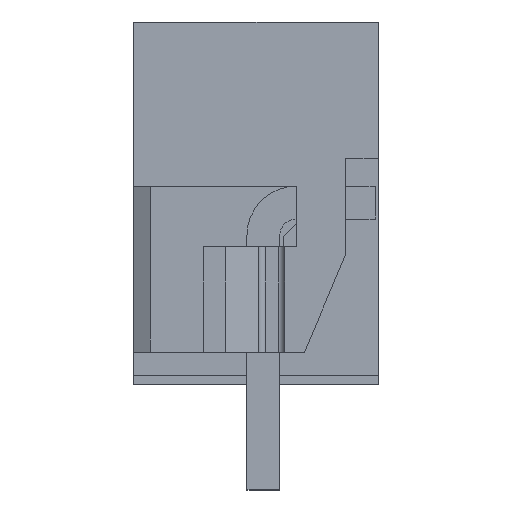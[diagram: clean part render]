
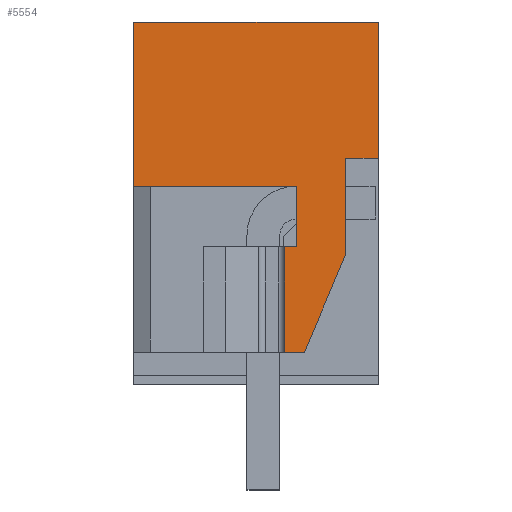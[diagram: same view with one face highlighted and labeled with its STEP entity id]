
A CAD part, left-side view. The second image highlights one B-rep face of the part: STEP entity #5554.
In plain terms, the highlighted planar face has unit normal (-1, 0, 0).
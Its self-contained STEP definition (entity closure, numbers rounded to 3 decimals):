
#5487=AXIS2_PLACEMENT_3D('Plane Axis2P3D',#5484,#5485,#5486) ;
#296=CARTESIAN_POINT('Vertex',(0.,7.45,9.25)) ;
#299=CARTESIAN_POINT('Line Origine',(0.,7.45,11.75)) ;
#303=CARTESIAN_POINT('Vertex',(0.,7.45,14.25)) ;
#5331=CARTESIAN_POINT('Vertex',(0.,2.25,4.2)) ;
#5334=CARTESIAN_POINT('Line Origine',(0.,2.55,4.2)) ;
#5338=CARTESIAN_POINT('Vertex',(0.,2.85,4.2)) ;
#5439=CARTESIAN_POINT('Line Origine',(0.,4.975,9.25)) ;
#5443=CARTESIAN_POINT('Vertex',(0.,2.5,9.25)) ;
#5484=CARTESIAN_POINT('Axis2P3D Location',(0.,7.45,1.8)) ;
#5489=CARTESIAN_POINT('Line Origine',(0.,2.85,5.8)) ;
#5493=CARTESIAN_POINT('Vertex',(0.,2.85,7.4)) ;
#5496=CARTESIAN_POINT('Line Origine',(0.,1.623,5.679)) ;
#5500=CARTESIAN_POINT('Vertex',(0.,0.997,7.158)) ;
#5503=CARTESIAN_POINT('Line Origine',(0.,0.997,8.629)) ;
#5507=CARTESIAN_POINT('Vertex',(0.,0.997,10.1)) ;
#5510=CARTESIAN_POINT('Line Origine',(0.,0.498,10.1)) ;
#5514=CARTESIAN_POINT('Vertex',(0.,0.,10.1)) ;
#5517=CARTESIAN_POINT('Line Origine',(0.,0.,12.175)) ;
#5521=CARTESIAN_POINT('Vertex',(0.,0.,14.25)) ;
#5524=CARTESIAN_POINT('Line Origine',(0.,3.725,14.25)) ;
#5529=CARTESIAN_POINT('Line Origine',(0.,2.5,8.325)) ;
#5533=CARTESIAN_POINT('Vertex',(0.,2.5,7.4)) ;
#5536=CARTESIAN_POINT('Line Origine',(0.,2.675,7.4)) ;
#300=DIRECTION('Vector Direction',(0.,0.,-1.)) ;
#5335=DIRECTION('Vector Direction',(0.,-1.,0.)) ;
#5440=DIRECTION('Vector Direction',(0.,1.,0.)) ;
#5485=DIRECTION('Axis2P3D Direction',(1.,0.,-0.)) ;
#5486=DIRECTION('Axis2P3D XDirection',(0.,0.,1.)) ;
#5490=DIRECTION('Vector Direction',(0.,0.,1.)) ;
#5497=DIRECTION('Vector Direction',(0.,0.39,-0.921)) ;
#5504=DIRECTION('Vector Direction',(0.,0.,1.)) ;
#5511=DIRECTION('Vector Direction',(0.,-1.,0.)) ;
#5518=DIRECTION('Vector Direction',(0.,0.,1.)) ;
#5525=DIRECTION('Vector Direction',(0.,1.,0.)) ;
#5530=DIRECTION('Vector Direction',(0.,0.,-1.)) ;
#5537=DIRECTION('Vector Direction',(0.,1.,0.)) ;
#301=VECTOR('Line Direction',#300,1.) ;
#5336=VECTOR('Line Direction',#5335,1.) ;
#5441=VECTOR('Line Direction',#5440,1.) ;
#5491=VECTOR('Line Direction',#5490,1.) ;
#5498=VECTOR('Line Direction',#5497,1.) ;
#5505=VECTOR('Line Direction',#5504,1.) ;
#5512=VECTOR('Line Direction',#5511,1.) ;
#5519=VECTOR('Line Direction',#5518,1.) ;
#5526=VECTOR('Line Direction',#5525,1.) ;
#5531=VECTOR('Line Direction',#5530,1.) ;
#5538=VECTOR('Line Direction',#5537,1.) ;
#5542=ORIENTED_EDGE('',*,*,#5495,.F.) ;
#5543=ORIENTED_EDGE('',*,*,#5340,.F.) ;
#5544=ORIENTED_EDGE('',*,*,#5502,.F.) ;
#5545=ORIENTED_EDGE('',*,*,#5509,.F.) ;
#5546=ORIENTED_EDGE('',*,*,#5516,.F.) ;
#5547=ORIENTED_EDGE('',*,*,#5523,.F.) ;
#5548=ORIENTED_EDGE('',*,*,#5528,.F.) ;
#5549=ORIENTED_EDGE('',*,*,#305,.F.) ;
#5550=ORIENTED_EDGE('',*,*,#5445,.F.) ;
#5551=ORIENTED_EDGE('',*,*,#5535,.F.) ;
#5552=ORIENTED_EDGE('',*,*,#5540,.F.) ;
#5554=ADVANCED_FACE('HOUSING',(#5553),#5488,.F.) ;
#305=EDGE_CURVE('',#297,#304,#302,.F.) ;
#5340=EDGE_CURVE('',#5332,#5339,#5337,.F.) ;
#5445=EDGE_CURVE('',#5444,#297,#5442,.T.) ;
#5495=EDGE_CURVE('',#5339,#5494,#5492,.T.) ;
#5502=EDGE_CURVE('',#5501,#5332,#5499,.T.) ;
#5509=EDGE_CURVE('',#5508,#5501,#5506,.F.) ;
#5516=EDGE_CURVE('',#5515,#5508,#5513,.F.) ;
#5523=EDGE_CURVE('',#5522,#5515,#5520,.F.) ;
#5528=EDGE_CURVE('',#304,#5522,#5527,.F.) ;
#5535=EDGE_CURVE('',#5534,#5444,#5532,.F.) ;
#5540=EDGE_CURVE('',#5494,#5534,#5539,.F.) ;
#5541=EDGE_LOOP('',(#5542,#5543,#5544,#5545,#5546,#5547,#5548,#5549,#5550,#5551,#5552)) ;
#5553=FACE_OUTER_BOUND('',#5541,.T.) ;
#302=LINE('Line',#299,#301) ;
#5337=LINE('Line',#5334,#5336) ;
#5442=LINE('Line',#5439,#5441) ;
#5492=LINE('Line',#5489,#5491) ;
#5499=LINE('Line',#5496,#5498) ;
#5506=LINE('Line',#5503,#5505) ;
#5513=LINE('Line',#5510,#5512) ;
#5520=LINE('Line',#5517,#5519) ;
#5527=LINE('Line',#5524,#5526) ;
#5532=LINE('Line',#5529,#5531) ;
#5539=LINE('Line',#5536,#5538) ;
#5488=PLANE('',#5487) ;
#297=VERTEX_POINT('',#296) ;
#304=VERTEX_POINT('',#303) ;
#5332=VERTEX_POINT('',#5331) ;
#5339=VERTEX_POINT('',#5338) ;
#5444=VERTEX_POINT('',#5443) ;
#5494=VERTEX_POINT('',#5493) ;
#5501=VERTEX_POINT('',#5500) ;
#5508=VERTEX_POINT('',#5507) ;
#5515=VERTEX_POINT('',#5514) ;
#5522=VERTEX_POINT('',#5521) ;
#5534=VERTEX_POINT('',#5533) ;
